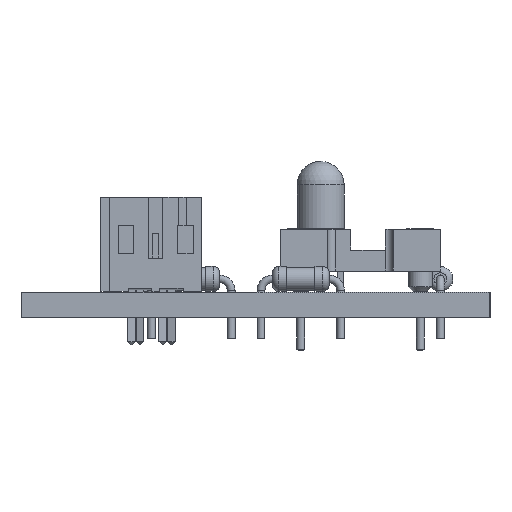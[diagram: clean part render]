
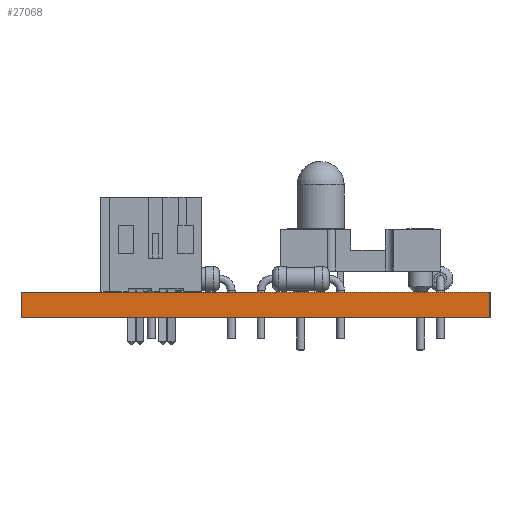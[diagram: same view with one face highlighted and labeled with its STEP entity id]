
A CAD part, left-side view. The second image highlights one B-rep face of the part: STEP entity #27068.
In plain terms, the highlighted planar face has unit normal (-1, 0, 0).
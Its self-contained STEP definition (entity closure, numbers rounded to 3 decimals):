
#21017 = PLANE('',#21018);
#21018 = AXIS2_PLACEMENT_3D('',#21019,#21020,#21021);
#21019 = CARTESIAN_POINT('',(151.765,-98.425,0.));
#21020 = DIRECTION('',(0.,1.,0.));
#21021 = DIRECTION('',(1.,0.,0.));
#21045 = PLANE('',#21046);
#21046 = AXIS2_PLACEMENT_3D('',#21047,#21048,#21049);
#21047 = CARTESIAN_POINT('',(186.373,-83.503,1.6));
#21048 = DIRECTION('',(0.,0.,1.));
#21049 = DIRECTION('',(1.,0.,-0.));
#21073 = PLANE('',#21074);
#21074 = AXIS2_PLACEMENT_3D('',#21075,#21076,#21077);
#21075 = CARTESIAN_POINT('',(220.98,-68.58,0.));
#21076 = DIRECTION('',(0.,-1.,0.));
#21077 = DIRECTION('',(-1.,0.,0.));
#21099 = PLANE('',#21100);
#21100 = AXIS2_PLACEMENT_3D('',#21101,#21102,#21103);
#21101 = CARTESIAN_POINT('',(186.373,-83.503,0.));
#21102 = DIRECTION('',(0.,0.,1.));
#21103 = DIRECTION('',(1.,0.,-0.));
#21114 = EDGE_CURVE('',#21115,#21117,#21119,.T.);
#21115 = VERTEX_POINT('',#21116);
#21116 = CARTESIAN_POINT('',(151.765,-98.425,0.));
#21117 = VERTEX_POINT('',#21118);
#21118 = CARTESIAN_POINT('',(151.765,-98.425,1.6));
#21119 = SURFACE_CURVE('',#21120,(#21124,#21131),.PCURVE_S1.);
#21120 = LINE('',#21121,#21122);
#21121 = CARTESIAN_POINT('',(151.765,-98.425,0.));
#21122 = VECTOR('',#21123,1.);
#21123 = DIRECTION('',(0.,0.,1.));
#21124 = PCURVE('',#21017,#21125);
#21125 = DEFINITIONAL_REPRESENTATION('',(#21126),#21130);
#21126 = LINE('',#21127,#21128);
#21127 = CARTESIAN_POINT('',(0.,0.));
#21128 = VECTOR('',#21129,1.);
#21129 = DIRECTION('',(0.,-1.));
#21130 = ( GEOMETRIC_REPRESENTATION_CONTEXT(2) 
PARAMETRIC_REPRESENTATION_CONTEXT() REPRESENTATION_CONTEXT('2D SPACE',''
  ) );
#21131 = PCURVE('',#21132,#21137);
#21132 = PLANE('',#21133);
#21133 = AXIS2_PLACEMENT_3D('',#21134,#21135,#21136);
#21134 = CARTESIAN_POINT('',(151.765,-68.58,0.));
#21135 = DIRECTION('',(1.,0.,-0.));
#21136 = DIRECTION('',(0.,-1.,0.));
#21137 = DEFINITIONAL_REPRESENTATION('',(#21138),#21142);
#21138 = LINE('',#21139,#21140);
#21139 = CARTESIAN_POINT('',(29.845,0.));
#21140 = VECTOR('',#21141,1.);
#21141 = DIRECTION('',(0.,-1.));
#21142 = ( GEOMETRIC_REPRESENTATION_CONTEXT(2) 
PARAMETRIC_REPRESENTATION_CONTEXT() REPRESENTATION_CONTEXT('2D SPACE',''
  ) );
#21192 = VERTEX_POINT('',#21193);
#21193 = CARTESIAN_POINT('',(151.765,-68.58,1.6));
#21214 = EDGE_CURVE('',#21215,#21192,#21217,.T.);
#21215 = VERTEX_POINT('',#21216);
#21216 = CARTESIAN_POINT('',(151.765,-68.58,0.));
#21217 = SURFACE_CURVE('',#21218,(#21222,#21229),.PCURVE_S1.);
#21218 = LINE('',#21219,#21220);
#21219 = CARTESIAN_POINT('',(151.765,-68.58,0.));
#21220 = VECTOR('',#21221,1.);
#21221 = DIRECTION('',(0.,0.,1.));
#21222 = PCURVE('',#21073,#21223);
#21223 = DEFINITIONAL_REPRESENTATION('',(#21224),#21228);
#21224 = LINE('',#21225,#21226);
#21225 = CARTESIAN_POINT('',(69.215,0.));
#21226 = VECTOR('',#21227,1.);
#21227 = DIRECTION('',(0.,-1.));
#21228 = ( GEOMETRIC_REPRESENTATION_CONTEXT(2) 
PARAMETRIC_REPRESENTATION_CONTEXT() REPRESENTATION_CONTEXT('2D SPACE',''
  ) );
#21229 = PCURVE('',#21132,#21230);
#21230 = DEFINITIONAL_REPRESENTATION('',(#21231),#21235);
#21231 = LINE('',#21232,#21233);
#21232 = CARTESIAN_POINT('',(0.,0.));
#21233 = VECTOR('',#21234,1.);
#21234 = DIRECTION('',(0.,-1.));
#21235 = ( GEOMETRIC_REPRESENTATION_CONTEXT(2) 
PARAMETRIC_REPRESENTATION_CONTEXT() REPRESENTATION_CONTEXT('2D SPACE',''
  ) );
#21263 = EDGE_CURVE('',#21215,#21115,#21264,.T.);
#21264 = SURFACE_CURVE('',#21265,(#21269,#21276),.PCURVE_S1.);
#21265 = LINE('',#21266,#21267);
#21266 = CARTESIAN_POINT('',(151.765,-68.58,0.));
#21267 = VECTOR('',#21268,1.);
#21268 = DIRECTION('',(0.,-1.,0.));
#21269 = PCURVE('',#21099,#21270);
#21270 = DEFINITIONAL_REPRESENTATION('',(#21271),#21275);
#21271 = LINE('',#21272,#21273);
#21272 = CARTESIAN_POINT('',(-34.608,14.923));
#21273 = VECTOR('',#21274,1.);
#21274 = DIRECTION('',(0.,-1.));
#21275 = ( GEOMETRIC_REPRESENTATION_CONTEXT(2) 
PARAMETRIC_REPRESENTATION_CONTEXT() REPRESENTATION_CONTEXT('2D SPACE',''
  ) );
#21276 = PCURVE('',#21132,#21277);
#21277 = DEFINITIONAL_REPRESENTATION('',(#21278),#21282);
#21278 = LINE('',#21279,#21280);
#21279 = CARTESIAN_POINT('',(0.,0.));
#21280 = VECTOR('',#21281,1.);
#21281 = DIRECTION('',(1.,0.));
#21282 = ( GEOMETRIC_REPRESENTATION_CONTEXT(2) 
PARAMETRIC_REPRESENTATION_CONTEXT() REPRESENTATION_CONTEXT('2D SPACE',''
  ) );
#24421 = EDGE_CURVE('',#21192,#21117,#24422,.T.);
#24422 = SURFACE_CURVE('',#24423,(#24427,#24434),.PCURVE_S1.);
#24423 = LINE('',#24424,#24425);
#24424 = CARTESIAN_POINT('',(151.765,-68.58,1.6));
#24425 = VECTOR('',#24426,1.);
#24426 = DIRECTION('',(0.,-1.,0.));
#24427 = PCURVE('',#21045,#24428);
#24428 = DEFINITIONAL_REPRESENTATION('',(#24429),#24433);
#24429 = LINE('',#24430,#24431);
#24430 = CARTESIAN_POINT('',(-34.608,14.923));
#24431 = VECTOR('',#24432,1.);
#24432 = DIRECTION('',(0.,-1.));
#24433 = ( GEOMETRIC_REPRESENTATION_CONTEXT(2) 
PARAMETRIC_REPRESENTATION_CONTEXT() REPRESENTATION_CONTEXT('2D SPACE',''
  ) );
#24434 = PCURVE('',#21132,#24435);
#24435 = DEFINITIONAL_REPRESENTATION('',(#24436),#24440);
#24436 = LINE('',#24437,#24438);
#24437 = CARTESIAN_POINT('',(0.,-1.6));
#24438 = VECTOR('',#24439,1.);
#24439 = DIRECTION('',(1.,0.));
#24440 = ( GEOMETRIC_REPRESENTATION_CONTEXT(2) 
PARAMETRIC_REPRESENTATION_CONTEXT() REPRESENTATION_CONTEXT('2D SPACE',''
  ) );
#27068 = ADVANCED_FACE('',(#27069),#21132,.F.);
#27069 = FACE_BOUND('',#27070,.F.);
#27070 = EDGE_LOOP('',(#27071,#27072,#27073,#27074));
#27071 = ORIENTED_EDGE('',*,*,#21214,.T.);
#27072 = ORIENTED_EDGE('',*,*,#24421,.T.);
#27073 = ORIENTED_EDGE('',*,*,#21114,.F.);
#27074 = ORIENTED_EDGE('',*,*,#21263,.F.);
